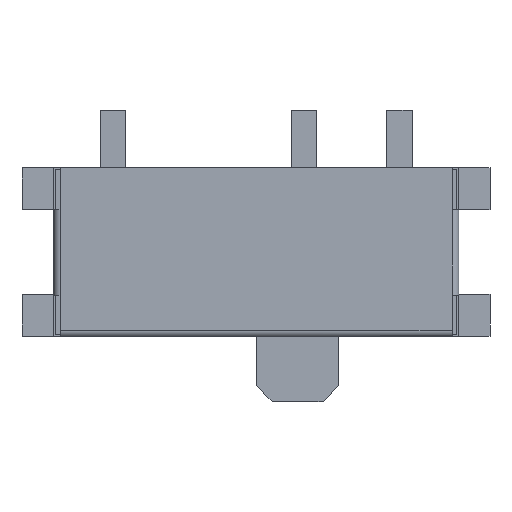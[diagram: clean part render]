
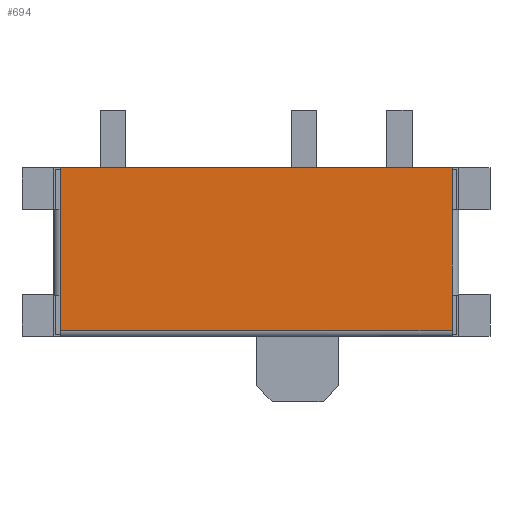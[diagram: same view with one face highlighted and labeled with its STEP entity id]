
A CAD part, top view. The second image highlights one B-rep face of the part: STEP entity #694.
In plain terms, the highlighted planar face has unit normal (0, 0, 1).
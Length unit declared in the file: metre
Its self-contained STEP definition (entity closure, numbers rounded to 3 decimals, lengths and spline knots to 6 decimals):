
#496 = EDGE_CURVE( '', #1384, #1385, #1386, .T. );
#592 = EDGE_CURVE( '', #1553, #1554, #1555, .T. );
#626 = EDGE_CURVE( '', #1554, #1399, #1614, .T. );
#684 = EDGE_CURVE( '', #1385, #1706, #1707, .T. );
#694 = ADVANCED_FACE( '', ( #1719 ), #1720, .T. );
#728 = EDGE_CURVE( '', #1757, #1553, #1771, .T. );
#796 = EDGE_CURVE( '', #1863, #1757, #1864, .T. );
#1022 = EDGE_CURVE( '', #1706, #1863, #2160, .T. );
#1220 = EDGE_CURVE( '', #1399, #1384, #2393, .T. );
#1384 = VERTEX_POINT( '', #2590 );
#1385 = VERTEX_POINT( '', #2591 );
#1386 = LINE( '', #2592, #2593 );
#1399 = VERTEX_POINT( '', #2611 );
#1553 = VERTEX_POINT( '', #2837 );
#1554 = VERTEX_POINT( '', #2838 );
#1555 = LINE( '', #2839, #2840 );
#1614 = LINE( '', #2926, #2927 );
#1706 = VERTEX_POINT( '', #3060 );
#1707 = LINE( '', #3061, #3062 );
#1719 = FACE_OUTER_BOUND( '', #3080, .T. );
#1720 = PLANE( '', #3081 );
#1757 = VERTEX_POINT( '', #3134 );
#1771 = LINE( '', #3153, #3154 );
#1863 = VERTEX_POINT( '', #3294 );
#1864 = LINE( '', #3295, #3296 );
#2160 = LINE( '', #3740, #3741 );
#2393 = LINE( '', #4106, #4107 );
#2590 = CARTESIAN_POINT( '', ( 0.003077, 0.000669, 0.0014 ) );
#2591 = CARTESIAN_POINT( '', ( 0.003077, 0.00133, 0.0014 ) );
#2592 = CARTESIAN_POINT( '', ( 0.003077, 0.000005, 0.0014 ) );
#2593 = VECTOR( '', #4280, 1. );
#2611 = CARTESIAN_POINT( '', ( 0.003081, 0.000669, 0.0014 ) );
#2837 = CARTESIAN_POINT( '', ( 0.003077, -0.000675, 0.0014 ) );
#2838 = CARTESIAN_POINT( '', ( 0.003081, -0.000675, 0.0014 ) );
#2839 = CARTESIAN_POINT( '', ( 0., -0.000675, 0.0014 ) );
#2840 = VECTOR( '', #4413, 1. );
#2926 = CARTESIAN_POINT( '', ( 0.003081, 0.000005, 0.0014 ) );
#2927 = VECTOR( '', #4456, 1. );
#3060 = CARTESIAN_POINT( '', ( -0.003081, 0.00133, 0.0014 ) );
#3061 = CARTESIAN_POINT( '', ( 0., 0.00133, 0.0014 ) );
#3062 = VECTOR( '', #4562, 1. );
#3080 = EDGE_LOOP( '', ( #4575, #4576, #4577, #4578, #4579, #4580, #4581, #4582 ) );
#3081 = AXIS2_PLACEMENT_3D( '', #4583, #4584, #4585 );
#3134 = CARTESIAN_POINT( '', ( 0.003077, -0.001232, 0.0014 ) );
#3153 = CARTESIAN_POINT( '', ( 0.003077, 0.000005, 0.0014 ) );
#3154 = VECTOR( '', #4647, 1. );
#3294 = CARTESIAN_POINT( '', ( -0.003081, -0.001232, 0.0014 ) );
#3295 = CARTESIAN_POINT( '', ( 0., -0.001232, 0.0014 ) );
#3296 = VECTOR( '', #4748, 1. );
#3740 = CARTESIAN_POINT( '', ( -0.003081, 0.000005, 0.0014 ) );
#3741 = VECTOR( '', #5137, 1. );
#4106 = CARTESIAN_POINT( '', ( 0., 0.000669, 0.0014 ) );
#4107 = VECTOR( '', #5484, 1. );
#4280 = DIRECTION( '', ( 0., 1., 0. ) );
#4413 = DIRECTION( '', ( 1., 0., 0. ) );
#4456 = DIRECTION( '', ( 0., 1., 0. ) );
#4562 = DIRECTION( '', ( -1., 0., 0. ) );
#4575 = ORIENTED_EDGE( '', *, *, #728, .T. );
#4576 = ORIENTED_EDGE( '', *, *, #592, .T. );
#4577 = ORIENTED_EDGE( '', *, *, #626, .T. );
#4578 = ORIENTED_EDGE( '', *, *, #1220, .T. );
#4579 = ORIENTED_EDGE( '', *, *, #496, .T. );
#4580 = ORIENTED_EDGE( '', *, *, #684, .T. );
#4581 = ORIENTED_EDGE( '', *, *, #1022, .T. );
#4582 = ORIENTED_EDGE( '', *, *, #796, .T. );
#4583 = CARTESIAN_POINT( '', ( 0., 0.000005, 0.0014 ) );
#4584 = DIRECTION( '', ( 0., 0., 1. ) );
#4585 = DIRECTION( '', ( 1., 0., 0. ) );
#4647 = DIRECTION( '', ( 0., 1., 0. ) );
#4748 = DIRECTION( '', ( 1., 0., 0. ) );
#5137 = DIRECTION( '', ( 0., -1., 0. ) );
#5484 = DIRECTION( '', ( -1., 0., 0. ) );
